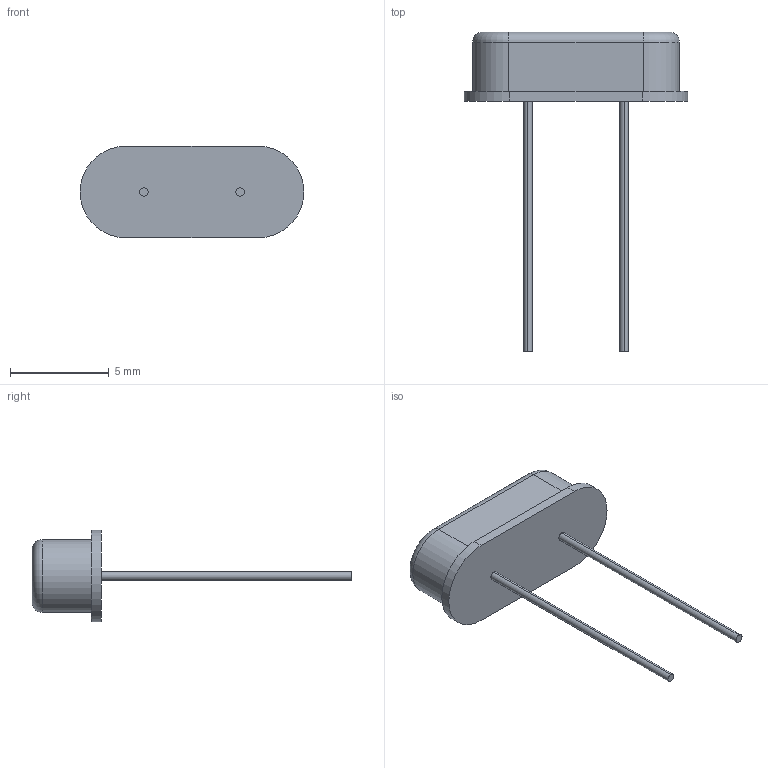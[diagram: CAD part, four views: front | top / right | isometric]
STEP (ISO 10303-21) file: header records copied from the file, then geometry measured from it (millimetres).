
FILE_DESCRIPTION (( 'STEP AP214' ), '1' );
FILE_NAME ('ECS-80-18-4XDN.STEP', '2020-10-09T11:28:36', ( '' ), ( '' ), 'SwSTEP 2.0', 'SolidWorks 2017', '' );
FILE_SCHEMA (( 'AUTOMOTIVE_DESIGN' ));
Length unit declared in the file: millimetre
Products named in the file (1): ECS-80-18-4XDN
Bounding box: 11.35 x 16.2 x 4.65 mm (x, y, z)
Volume: 134.2 mm3; surface area: 215.3 mm2
Topology: 3 solids, 3 shells, 23 faces, 44 edges, 28 vertices
Faces by surface type: plane 11, cylinder 10, torus 2
Entity records: 640 total; most frequent: DIRECTION 114, CARTESIAN_POINT 96, ORIENTED_EDGE 88, AXIS2_PLACEMENT_3D 46, EDGE_CURVE 44, VERTEX_POINT 28, EDGE_LOOP 24, ADVANCED_FACE 23
